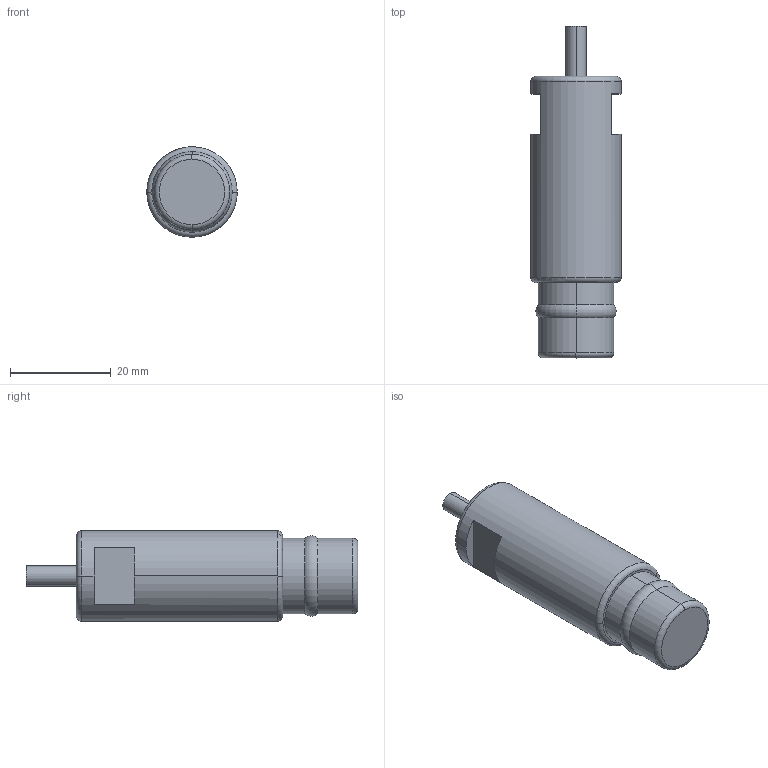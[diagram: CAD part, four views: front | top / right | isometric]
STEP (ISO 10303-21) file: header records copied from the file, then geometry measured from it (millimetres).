
FILE_DESCRIPTION((''),'2;1');
FILE_NAME('DM_CAD-0693B','2015-09-01T',('Creinig-se'),(''),'PRO/ENGINEER BY PARAMETRIC TECHNOLOGY CORPORATION, 2013050','PRO/ENGINEER BY PARAMETRIC TECHNOLOGY CORPORATION, 2013050','');
FILE_SCHEMA(('CONFIG_CONTROL_DESIGN'));
Length unit declared in the file: millimetre
Products named in the file (1): DM_CAD-0693B
Bounding box: 18 x 66.02 x 18 mm (x, y, z)
Volume: 12974.6 mm3; surface area: 3655.3 mm2
Topology: 1 solids, 1 shells, 26 faces, 117 edges, 107 vertices
Faces by surface type: plane 10, cylinder 8, torus 8
Entity records: 1687 total; most frequent: DIRECTION 226, CARTESIAN_POINT 179, PRESENTATION_STYLE_ASSIGNMENT 134, STYLED_ITEM 131, CURVE_STYLE 124, ORIENTED_EDGE 114, AXIS2_PLACEMENT_3D 82, COLOUR_RGB 72
